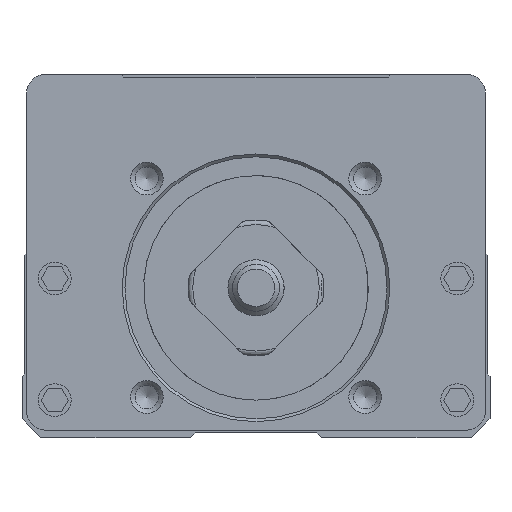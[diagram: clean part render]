
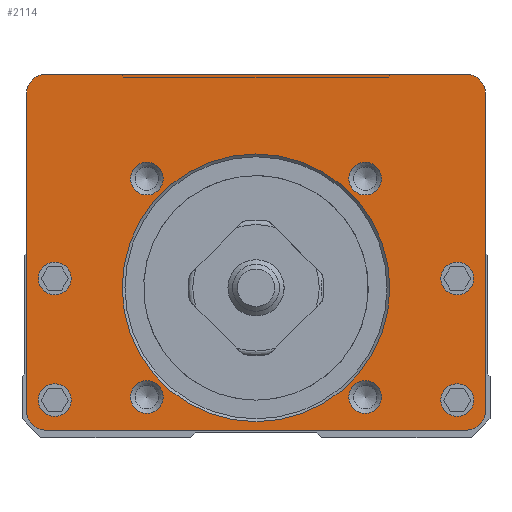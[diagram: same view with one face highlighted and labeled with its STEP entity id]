
A CAD part, front view. The second image highlights one B-rep face of the part: STEP entity #2114.
In plain terms, the highlighted planar face has unit normal (0, -1, 0).
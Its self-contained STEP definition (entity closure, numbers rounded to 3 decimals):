
#2114=ADVANCED_FACE('',(#9678,#9679,#9680,#9681,#9682,#9683,#9684,#9685,
#9686,#9687),#3467,.T.);
#3467=PLANE('',#25820);
#4506=LINE('',#34991,#7089);
#4540=LINE('',#35066,#7123);
#4552=LINE('',#35091,#7135);
#4566=LINE('',#35129,#7149);
#7089=VECTOR('',#28129,1.);
#7123=VECTOR('',#28179,1.);
#7135=VECTOR('',#28195,1.);
#7149=VECTOR('',#28227,1.);
#9678=FACE_BOUND('',#10290,.T.);
#9679=FACE_BOUND('',#10291,.T.);
#9680=FACE_BOUND('',#10292,.T.);
#9681=FACE_BOUND('',#10293,.T.);
#9682=FACE_BOUND('',#10294,.T.);
#9683=FACE_BOUND('',#10295,.T.);
#9684=FACE_BOUND('',#10296,.T.);
#9685=FACE_BOUND('',#10297,.T.);
#9686=FACE_BOUND('',#10298,.T.);
#9687=FACE_BOUND('',#10299,.T.);
#10290=EDGE_LOOP('',(#12474));
#10291=EDGE_LOOP('',(#12475));
#10292=EDGE_LOOP('',(#12476));
#10293=EDGE_LOOP('',(#12477));
#10294=EDGE_LOOP('',(#12478));
#10295=EDGE_LOOP('',(#12479));
#10296=EDGE_LOOP('',(#12480));
#10297=EDGE_LOOP('',(#12481));
#10298=EDGE_LOOP('',(#12482));
#10299=EDGE_LOOP('',(#12483,#12484,#12485,#12486,#12487,#12488,#12489,#12490));
#12474=ORIENTED_EDGE('',*,*,#21766,.T.);
#12475=ORIENTED_EDGE('',*,*,#21767,.T.);
#12476=ORIENTED_EDGE('',*,*,#21768,.T.);
#12477=ORIENTED_EDGE('',*,*,#21769,.T.);
#12478=ORIENTED_EDGE('',*,*,#21770,.T.);
#12479=ORIENTED_EDGE('',*,*,#21771,.F.);
#12480=ORIENTED_EDGE('',*,*,#21772,.T.);
#12481=ORIENTED_EDGE('',*,*,#21773,.T.);
#12482=ORIENTED_EDGE('',*,*,#21774,.F.);
#12483=ORIENTED_EDGE('',*,*,#21569,.T.);
#12484=ORIENTED_EDGE('',*,*,#21652,.T.);
#12485=ORIENTED_EDGE('',*,*,#21617,.F.);
#12486=ORIENTED_EDGE('',*,*,#21775,.F.);
#12487=ORIENTED_EDGE('',*,*,#21638,.T.);
#12488=ORIENTED_EDGE('',*,*,#21776,.T.);
#12489=ORIENTED_EDGE('',*,*,#21604,.T.);
#12490=ORIENTED_EDGE('',*,*,#21654,.T.);
#19111=VERTEX_POINT('',#34985);
#19114=VERTEX_POINT('',#34990);
#19147=VERTEX_POINT('',#35065);
#19148=VERTEX_POINT('',#35067);
#19150=VERTEX_POINT('',#35073);
#19158=VERTEX_POINT('',#35090);
#19173=VERTEX_POINT('',#35128);
#19174=VERTEX_POINT('',#35130);
#19280=VERTEX_POINT('',#35490);
#19281=VERTEX_POINT('',#35492);
#19282=VERTEX_POINT('',#35494);
#19283=VERTEX_POINT('',#35496);
#19284=VERTEX_POINT('',#35498);
#19285=VERTEX_POINT('',#35500);
#19286=VERTEX_POINT('',#35502);
#19287=VERTEX_POINT('',#35504);
#19288=VERTEX_POINT('',#35506);
#21569=EDGE_CURVE('',#19111,#19114,#4506,.T.);
#21604=EDGE_CURVE('',#19148,#19147,#4540,.T.);
#21617=EDGE_CURVE('',#19158,#19150,#4552,.T.);
#21638=EDGE_CURVE('',#19174,#19173,#4566,.T.);
#21652=EDGE_CURVE('',#19114,#19150,#24969,.T.);
#21654=EDGE_CURVE('',#19147,#19111,#24971,.T.);
#21766=EDGE_CURVE('',#19280,#19280,#24987,.T.);
#21767=EDGE_CURVE('',#19281,#19281,#24988,.T.);
#21768=EDGE_CURVE('',#19282,#19282,#24989,.T.);
#21769=EDGE_CURVE('',#19283,#19283,#24990,.T.);
#21770=EDGE_CURVE('',#19284,#19284,#24991,.T.);
#21771=EDGE_CURVE('',#19285,#19285,#24992,.T.);
#21772=EDGE_CURVE('',#19286,#19286,#24993,.T.);
#21773=EDGE_CURVE('',#19287,#19287,#24994,.T.);
#21774=EDGE_CURVE('',#19288,#19288,#24995,.T.);
#21775=EDGE_CURVE('',#19174,#19158,#24996,.T.);
#21776=EDGE_CURVE('',#19173,#19148,#24997,.T.);
#24969=CIRCLE('',#25783,2.);
#24971=CIRCLE('',#25786,2.);
#24987=CIRCLE('',#25809,14.3);
#24988=CIRCLE('',#25810,1.75);
#24989=CIRCLE('',#25811,1.75);
#24990=CIRCLE('',#25812,1.75);
#24991=CIRCLE('',#25813,1.75);
#24992=CIRCLE('',#25814,1.75);
#24993=CIRCLE('',#25815,1.75);
#24994=CIRCLE('',#25816,1.75);
#24995=CIRCLE('',#25817,1.75);
#24996=CIRCLE('',#25818,2.);
#24997=CIRCLE('',#25819,2.);
#25783=AXIS2_PLACEMENT_3D('',#35152,#28253,#28254);
#25786=AXIS2_PLACEMENT_3D('',#35155,#28259,#28260);
#25809=AXIS2_PLACEMENT_3D('',#35489,#28387,#28388);
#25810=AXIS2_PLACEMENT_3D('',#35491,#28389,#28390);
#25811=AXIS2_PLACEMENT_3D('',#35493,#28391,#28392);
#25812=AXIS2_PLACEMENT_3D('',#35495,#28393,#28394);
#25813=AXIS2_PLACEMENT_3D('',#35497,#28395,#28396);
#25814=AXIS2_PLACEMENT_3D('',#35499,#28397,#28398);
#25815=AXIS2_PLACEMENT_3D('',#35501,#28399,#28400);
#25816=AXIS2_PLACEMENT_3D('',#35503,#28401,#28402);
#25817=AXIS2_PLACEMENT_3D('',#35505,#28403,#28404);
#25818=AXIS2_PLACEMENT_3D('',#35507,#28405,#28406);
#25819=AXIS2_PLACEMENT_3D('',#35508,#28407,#28408);
#25820=AXIS2_PLACEMENT_3D('',#35509,#28409,#28410);
#28129=DIRECTION('',(-1.,0.,0.));
#28179=DIRECTION('',(0.,0.,1.));
#28195=DIRECTION('',(0.,0.,1.));
#28227=DIRECTION('',(1.,0.,0.));
#28253=DIRECTION('',(0.,-1.,0.));
#28254=DIRECTION('',(0.,0.,-1.));
#28259=DIRECTION('',(0.,-1.,0.));
#28260=DIRECTION('',(0.,0.,-1.));
#28387=DIRECTION('',(0.,1.,0.));
#28388=DIRECTION('',(0.,0.,-1.));
#28389=DIRECTION('',(0.,1.,0.));
#28390=DIRECTION('',(0.,0.,-1.));
#28391=DIRECTION('',(0.,1.,0.));
#28392=DIRECTION('',(0.,0.,-1.));
#28393=DIRECTION('',(0.,1.,0.));
#28394=DIRECTION('',(0.,0.,-1.));
#28395=DIRECTION('',(0.,1.,0.));
#28396=DIRECTION('',(0.,0.,-1.));
#28397=DIRECTION('',(0.,-1.,0.));
#28398=DIRECTION('',(-1.,0.,0.));
#28399=DIRECTION('',(0.,1.,0.));
#28400=DIRECTION('',(-1.,0.,0.));
#28401=DIRECTION('',(0.,1.,0.));
#28402=DIRECTION('',(1.,0.,0.));
#28403=DIRECTION('',(0.,-1.,0.));
#28404=DIRECTION('',(1.,0.,0.));
#28405=DIRECTION('',(0.,1.,0.));
#28406=DIRECTION('',(0.,0.,-1.));
#28407=DIRECTION('',(0.,-1.,0.));
#28408=DIRECTION('',(0.,0.,-1.));
#28409=DIRECTION('',(0.,-1.,0.));
#28410=DIRECTION('',(0.,0.,1.));
#34985=CARTESIAN_POINT('',(22.868,-178.78,30.309));
#34990=CARTESIAN_POINT('',(-22.132,-178.78,30.309));
#34991=CARTESIAN_POINT('',(-24.132,-178.78,30.309));
#35065=CARTESIAN_POINT('',(24.868,-178.78,28.309));
#35066=CARTESIAN_POINT('',(24.868,-178.78,-7.691));
#35067=CARTESIAN_POINT('',(24.868,-178.78,-5.691));
#35073=CARTESIAN_POINT('',(-24.132,-178.78,28.309));
#35090=CARTESIAN_POINT('',(-24.132,-178.78,-5.691));
#35091=CARTESIAN_POINT('',(-24.132,-178.78,-7.691));
#35128=CARTESIAN_POINT('',(22.868,-178.78,-7.691));
#35129=CARTESIAN_POINT('',(-24.132,-178.78,-7.691));
#35130=CARTESIAN_POINT('',(-22.132,-178.78,-7.691));
#35152=CARTESIAN_POINT('',(-22.132,-178.78,28.309));
#35155=CARTESIAN_POINT('',(22.868,-178.78,28.309));
#35489=CARTESIAN_POINT('',(0.368,-178.78,7.509));
#35490=CARTESIAN_POINT('',(0.368,-178.78,-6.791));
#35491=CARTESIAN_POINT('',(-11.3,-178.78,-4.158));
#35492=CARTESIAN_POINT('',(-11.3,-178.78,-5.908));
#35493=CARTESIAN_POINT('',(12.035,-178.78,-4.158));
#35494=CARTESIAN_POINT('',(12.035,-178.78,-5.908));
#35495=CARTESIAN_POINT('',(12.035,-178.78,19.176));
#35496=CARTESIAN_POINT('',(12.035,-178.78,17.426));
#35497=CARTESIAN_POINT('',(-11.3,-178.78,19.176));
#35498=CARTESIAN_POINT('',(-11.3,-178.78,17.426));
#35499=CARTESIAN_POINT('',(-21.132,-178.78,8.509));
#35500=CARTESIAN_POINT('',(-22.882,-178.78,8.509));
#35501=CARTESIAN_POINT('',(-21.132,-178.78,-4.491));
#35502=CARTESIAN_POINT('',(-22.882,-178.78,-4.491));
#35503=CARTESIAN_POINT('',(21.868,-178.78,8.509));
#35504=CARTESIAN_POINT('',(23.618,-178.78,8.509));
#35505=CARTESIAN_POINT('',(21.868,-178.78,-4.491));
#35506=CARTESIAN_POINT('',(23.618,-178.78,-4.491));
#35507=CARTESIAN_POINT('',(-22.132,-178.78,-5.691));
#35508=CARTESIAN_POINT('',(22.868,-178.78,-5.691));
#35509=CARTESIAN_POINT('',(-24.132,-178.78,38.509));
